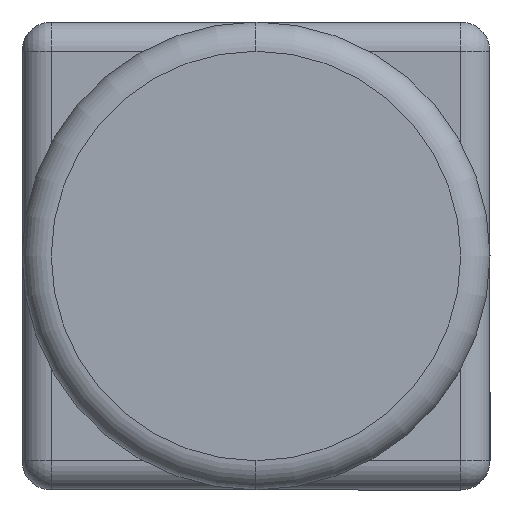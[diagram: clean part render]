
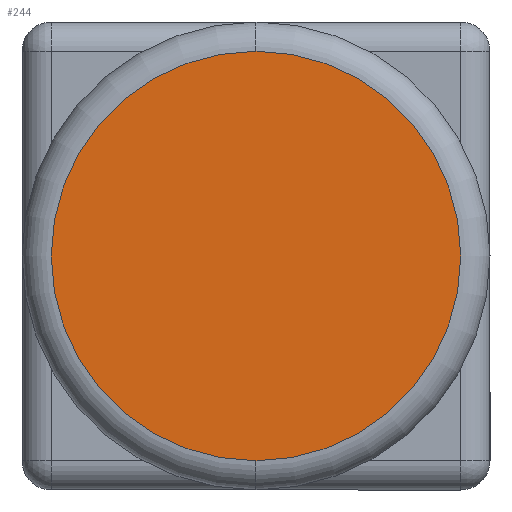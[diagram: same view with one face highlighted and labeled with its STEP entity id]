
A CAD part, left-side view. The second image highlights one B-rep face of the part: STEP entity #244.
In plain terms, the highlighted planar face has unit normal (-1, 0, 0).
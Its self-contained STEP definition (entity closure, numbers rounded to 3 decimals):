
#17 = CARTESIAN_POINT ( 'NONE',  ( -3.4, 0.8, 0.8 ) ) ;
#21 = CARTESIAN_POINT ( 'NONE',  ( -3.4, 0.8, 0.8 ) ) ;
#102 = CARTESIAN_POINT ( 'NONE',  ( -3.4, 0.8, 0.8 ) ) ;
#134 = DIRECTION ( 'NONE',  ( 0., 0., -1. ) ) ;
#226 = AXIS2_PLACEMENT_3D ( 'NONE', #17, #473, #134 ) ;
#244 = ADVANCED_FACE ( 'NONE', ( #897 ), #1013, .T. ) ;
#265 = DIRECTION ( 'NONE',  ( -1., 0., 0. ) ) ;
#318 = DIRECTION ( 'NONE',  ( -1., 0., 0. ) ) ;
#405 = CIRCLE ( 'NONE', #430, 0.7 ) ;
#408 = AXIS2_PLACEMENT_3D ( 'NONE', #102, #318, #1087 ) ;
#430 = AXIS2_PLACEMENT_3D ( 'NONE', #21, #265, #1044 ) ;
#473 = DIRECTION ( 'NONE',  ( -1., 0., 0. ) ) ;
#506 = EDGE_LOOP ( 'NONE', ( #1118, #1240 ) ) ;
#645 = CARTESIAN_POINT ( 'NONE',  ( -3.4, 0.8, 0.1 ) ) ;
#878 = EDGE_CURVE ( 'NONE', #929, #1208, #1100, .T. ) ;
#897 = FACE_OUTER_BOUND ( 'NONE', #506, .T. ) ;
#929 = VERTEX_POINT ( 'NONE', #1219 ) ;
#1013 = PLANE ( 'NONE',  #226 ) ;
#1044 = DIRECTION ( 'NONE',  ( 0., 0., 1. ) ) ;
#1087 = DIRECTION ( 'NONE',  ( 0., 0., 1. ) ) ;
#1100 = CIRCLE ( 'NONE', #408, 0.7 ) ;
#1118 = ORIENTED_EDGE ( 'NONE', *, *, #878, .T. ) ;
#1208 = VERTEX_POINT ( 'NONE', #645 ) ;
#1219 = CARTESIAN_POINT ( 'NONE',  ( -3.4, 0.8, 1.5 ) ) ;
#1240 = ORIENTED_EDGE ( 'NONE', *, *, #1293, .T. ) ;
#1293 = EDGE_CURVE ( 'NONE', #1208, #929, #405, .T. ) ;
